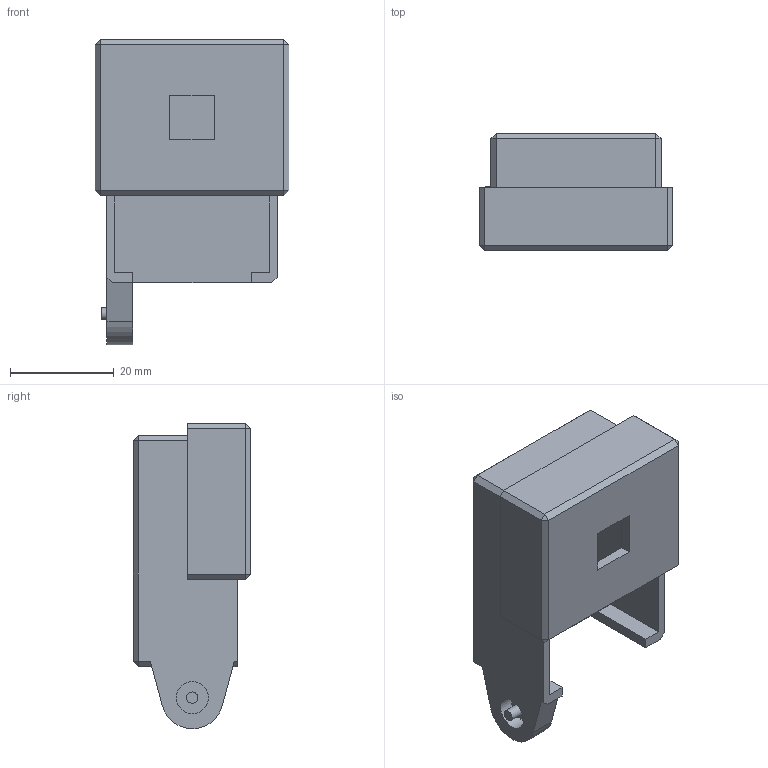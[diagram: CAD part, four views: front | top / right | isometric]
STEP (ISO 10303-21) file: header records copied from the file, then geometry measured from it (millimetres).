
FILE_DESCRIPTION(('STEP AP203'), '1');
FILE_NAME('櫻蠉錪', '', ('UNSPECIFIED'), ('UNSPECIFIED'), 'C3D Converter', 'C3D Toolkit', '');
FILE_SCHEMA(('CONFIG_CONTROL_DESIGN'));
Length unit declared in the file: millimetre
Bounding box: 37.4 x 22.7 x 58.88 mm (x, y, z)
Volume: 11319.5 mm3; surface area: 12437.1 mm2
Topology: 2 solids, 2 shells, 61 faces, 171 edges, 149 vertices
Faces by surface type: plane 58, cylinder 3
Full cylindrical faces by diameter (mm): 2.189 x1, 6.2 x1
Entity records: 1963 total; most frequent: CARTESIAN_POINT 350, ORIENTED_EDGE 278, DIRECTION 271, EDGE_CURVE 139, LINE 133, VECTOR 133, VERTEX_POINT 86, AXIS2_PLACEMENT_3D 69
